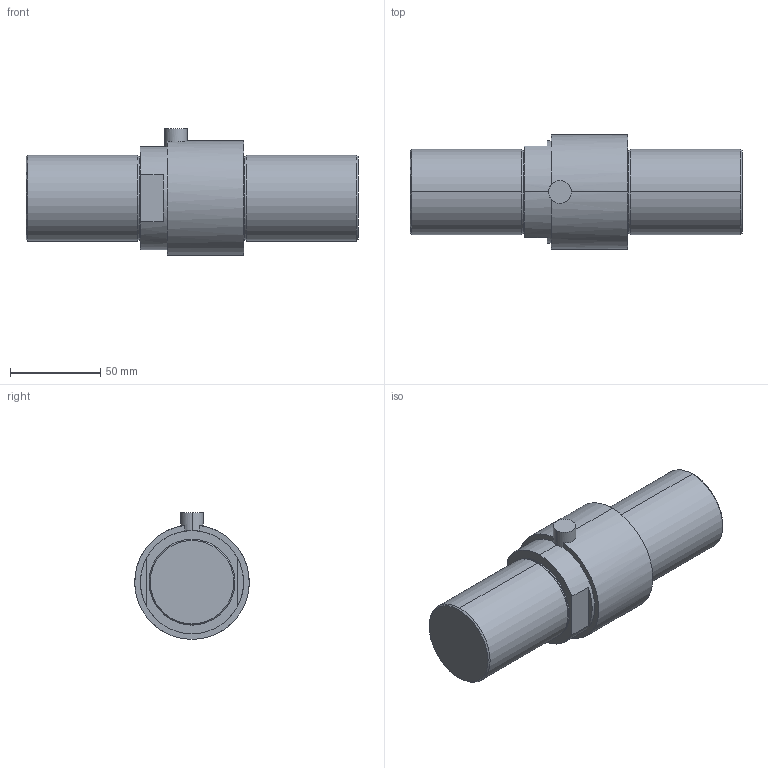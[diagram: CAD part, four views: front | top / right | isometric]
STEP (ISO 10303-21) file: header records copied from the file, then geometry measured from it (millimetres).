
FILE_DESCRIPTION (( 'STEP AP214' ), '1' );
FILE_NAME ('LC-70.STEP', '2008-03-20T15:54:52', ( 'Hypercyl' ), ( 'Hypercyl' ), 'SwSTEP 2.0', 'SolidWorks 2004231', '' );
FILE_SCHEMA (( 'AUTOMOTIVE_DESIGN' ));
Length unit declared in the file: inch
Products named in the file (1): LC-70
Bounding box: 184.15 x 63.5 x 70.36 mm (x, y, z)
Volume: 397722.4 mm3; surface area: 36866.7 mm2
Topology: 1 solids, 1 shells, 37 faces, 80 edges, 50 vertices
Faces by surface type: cylinder 16, plane 13, torus 4, cone 4
Entity records: 1483 total; most frequent: CARTESIAN_POINT 248, DIRECTION 198, ORIENTED_EDGE 160, AXIS2_PLACEMENT_3D 84, EDGE_CURVE 80, VERTEX_POINT 50, CIRCLE 46, EDGE_LOOP 42
